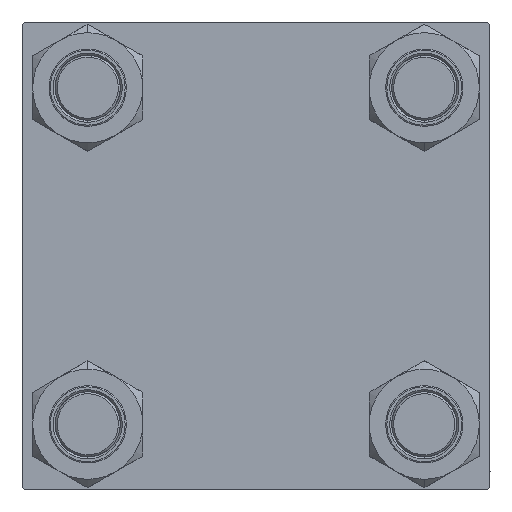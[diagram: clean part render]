
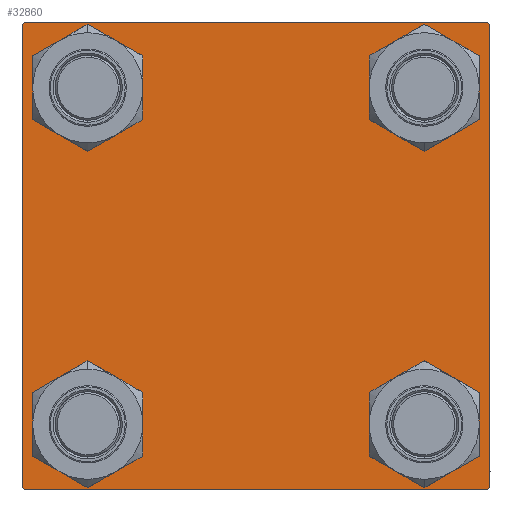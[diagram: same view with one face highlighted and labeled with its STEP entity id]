
A CAD part, left-side view. The second image highlights one B-rep face of the part: STEP entity #32860.
In plain terms, the highlighted planar face has unit normal (-1, 0, 0).
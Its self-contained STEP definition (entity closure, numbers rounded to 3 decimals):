
#939 = DIRECTION ( 'NONE',  ( 0., 0., 1. ) ) ;
#1531 = EDGE_CURVE ( 'NONE', #30376, #40484, #40237, .T. ) ;
#1599 = AXIS2_PLACEMENT_3D ( 'NONE', #24696, #16994, #36258 ) ;
#1759 = CARTESIAN_POINT ( 'NONE',  ( 0., -41.35, -32.85 ) ) ;
#1879 = LINE ( 'NONE', #21928, #28650 ) ;
#1889 = VECTOR ( 'NONE', #8556, 1000. ) ;
#2646 = CARTESIAN_POINT ( 'NONE',  ( 0., 57.5, -57.5 ) ) ;
#2756 = VECTOR ( 'NONE', #12700, 1000. ) ;
#3010 = AXIS2_PLACEMENT_3D ( 'NONE', #48822, #47796, #28541 ) ;
#3049 = CARTESIAN_POINT ( 'NONE',  ( 0., -57.5, -57. ) ) ;
#3246 = VECTOR ( 'NONE', #33976, 1000. ) ;
#3314 = ORIENTED_EDGE ( 'NONE', *, *, #48490, .F. ) ;
#4180 = ORIENTED_EDGE ( 'NONE', *, *, #33237, .T. ) ;
#4327 = DIRECTION ( 'NONE',  ( 0., 0., 1. ) ) ;
#4476 = CARTESIAN_POINT ( 'NONE',  ( 0., 41.35, 49.85 ) ) ;
#4741 = EDGE_CURVE ( 'NONE', #23413, #29571, #6271, .T. ) ;
#4958 = EDGE_LOOP ( 'NONE', ( #25684, #8061, #31932, #42594, #3314, #38944, #15252, #8306 ) ) ;
#5752 = CARTESIAN_POINT ( 'NONE',  ( 0., 57.25, -57.25 ) ) ;
#6271 = CIRCLE ( 'NONE', #19373, 8.5 ) ;
#6526 = CIRCLE ( 'NONE', #1599, 8.5 ) ;
#7074 = VECTOR ( 'NONE', #29577, 1000. ) ;
#8061 = ORIENTED_EDGE ( 'NONE', *, *, #27834, .T. ) ;
#8251 = EDGE_LOOP ( 'NONE', ( #4180, #42146 ) ) ;
#8306 = ORIENTED_EDGE ( 'NONE', *, *, #25477, .T. ) ;
#8338 = EDGE_CURVE ( 'NONE', #12456, #27755, #44881, .T. ) ;
#8388 = DIRECTION ( 'NONE',  ( 0., -1., 0. ) ) ;
#8556 = DIRECTION ( 'NONE',  ( 0., 0., -1. ) ) ;
#8627 = VERTEX_POINT ( 'NONE', #47676 ) ;
#9031 = LINE ( 'NONE', #16722, #7074 ) ;
#10812 = VERTEX_POINT ( 'NONE', #21651 ) ;
#10999 = DIRECTION ( 'NONE',  ( 1., 0., 0. ) ) ;
#11244 = DIRECTION ( 'NONE',  ( 0., 0., 1. ) ) ;
#12456 = VERTEX_POINT ( 'NONE', #28077 ) ;
#12486 = CARTESIAN_POINT ( 'NONE',  ( 0., 57.5, 57.5 ) ) ;
#12598 = PLANE ( 'NONE',  #3010 ) ;
#12700 = DIRECTION ( 'NONE',  ( 0., 0.707, -0.707 ) ) ;
#12845 = ORIENTED_EDGE ( 'NONE', *, *, #42934, .T. ) ;
#13358 = FACE_BOUND ( 'NONE', #8251, .T. ) ;
#13373 = EDGE_LOOP ( 'NONE', ( #12845, #40003 ) ) ;
#13457 = EDGE_LOOP ( 'NONE', ( #42138, #24735 ) ) ;
#13580 = VECTOR ( 'NONE', #8388, 1000. ) ;
#13649 = DIRECTION ( 'NONE',  ( 0., 0., 1. ) ) ;
#13728 = LINE ( 'NONE', #33243, #2756 ) ;
#13835 = CARTESIAN_POINT ( 'NONE',  ( 0., 41.35, -41.35 ) ) ;
#14478 = DIRECTION ( 'NONE',  ( 0., -0.707, -0.707 ) ) ;
#15252 = ORIENTED_EDGE ( 'NONE', *, *, #1531, .F. ) ;
#15590 = EDGE_CURVE ( 'NONE', #29046, #20008, #1879, .T. ) ;
#15660 = EDGE_CURVE ( 'NONE', #31216, #29046, #37844, .T. ) ;
#16125 = AXIS2_PLACEMENT_3D ( 'NONE', #13835, #10999, #11244 ) ;
#16223 = CARTESIAN_POINT ( 'NONE',  ( 0., -57., -57.5 ) ) ;
#16722 = CARTESIAN_POINT ( 'NONE',  ( 0., 57.5, 57.5 ) ) ;
#16994 = DIRECTION ( 'NONE',  ( 1., 0., 0. ) ) ;
#19373 = AXIS2_PLACEMENT_3D ( 'NONE', #20465, #36136, #939 ) ;
#20008 = VERTEX_POINT ( 'NONE', #3049 ) ;
#20465 = CARTESIAN_POINT ( 'NONE',  ( 0., 41.35, -41.35 ) ) ;
#20507 = DIRECTION ( 'NONE',  ( 1., 0., 0. ) ) ;
#20880 = LINE ( 'NONE', #32437, #1889 ) ;
#21349 = VERTEX_POINT ( 'NONE', #29024 ) ;
#21651 = CARTESIAN_POINT ( 'NONE',  ( 0., -57.5, 57. ) ) ;
#21928 = CARTESIAN_POINT ( 'NONE',  ( 0., -57.25, -57.25 ) ) ;
#23413 = VERTEX_POINT ( 'NONE', #41672 ) ;
#24185 = AXIS2_PLACEMENT_3D ( 'NONE', #28812, #33687, #45520 ) ;
#24427 = FACE_OUTER_BOUND ( 'NONE', #4958, .T. ) ;
#24696 = CARTESIAN_POINT ( 'NONE',  ( 0., 41.35, 41.35 ) ) ;
#24735 = ORIENTED_EDGE ( 'NONE', *, *, #4741, .T. ) ;
#25477 = EDGE_CURVE ( 'NONE', #30376, #21349, #13728, .T. ) ;
#25494 = DIRECTION ( 'NONE',  ( 0., 0.707, 0.707 ) ) ;
#25684 = ORIENTED_EDGE ( 'NONE', *, *, #31206, .T. ) ;
#26623 = VECTOR ( 'NONE', #14478, 1000. ) ;
#27702 = EDGE_LOOP ( 'NONE', ( #49412, #31257 ) ) ;
#27714 = DIRECTION ( 'NONE',  ( 1., 0., 0. ) ) ;
#27755 = VERTEX_POINT ( 'NONE', #4476 ) ;
#27834 = EDGE_CURVE ( 'NONE', #8627, #31216, #32974, .T. ) ;
#28077 = CARTESIAN_POINT ( 'NONE',  ( 0., 41.35, 32.85 ) ) ;
#28223 = CARTESIAN_POINT ( 'NONE',  ( 0., -41.35, -41.35 ) ) ;
#28541 = DIRECTION ( 'NONE',  ( 0., 0., 1. ) ) ;
#28650 = VECTOR ( 'NONE', #45043, 1000. ) ;
#28812 = CARTESIAN_POINT ( 'NONE',  ( 0., -41.35, -41.35 ) ) ;
#29024 = CARTESIAN_POINT ( 'NONE',  ( 0., 57.5, 57. ) ) ;
#29046 = VERTEX_POINT ( 'NONE', #16223 ) ;
#29118 = EDGE_CURVE ( 'NONE', #48212, #36498, #48797, .T. ) ;
#29571 = VERTEX_POINT ( 'NONE', #49820 ) ;
#29577 = DIRECTION ( 'NONE',  ( 0., 0., -1. ) ) ;
#29604 = LINE ( 'NONE', #36797, #35947 ) ;
#30376 = VERTEX_POINT ( 'NONE', #31037 ) ;
#31037 = CARTESIAN_POINT ( 'NONE',  ( 0., 57., 57.5 ) ) ;
#31070 = CARTESIAN_POINT ( 'NONE',  ( 0., -41.35, 41.35 ) ) ;
#31206 = EDGE_CURVE ( 'NONE', #21349, #8627, #9031, .T. ) ;
#31216 = VERTEX_POINT ( 'NONE', #45257 ) ;
#31257 = ORIENTED_EDGE ( 'NONE', *, *, #36314, .T. ) ;
#31680 = AXIS2_PLACEMENT_3D ( 'NONE', #31070, #27714, #4327 ) ;
#31879 = CARTESIAN_POINT ( 'NONE',  ( 0., 41.35, 41.35 ) ) ;
#31932 = ORIENTED_EDGE ( 'NONE', *, *, #15660, .T. ) ;
#32119 = FACE_BOUND ( 'NONE', #13373, .T. ) ;
#32437 = CARTESIAN_POINT ( 'NONE',  ( 0., -57.5, 57.5 ) ) ;
#32860 = ADVANCED_FACE ( 'NONE', ( #43962, #13358, #48565, #32119, #24427 ), #12598, .T. ) ;
#32974 = LINE ( 'NONE', #5752, #26623 ) ;
#33237 = EDGE_CURVE ( 'NONE', #36498, #48212, #35002, .T. ) ;
#33243 = CARTESIAN_POINT ( 'NONE',  ( 0., 57.25, 57.25 ) ) ;
#33287 = VERTEX_POINT ( 'NONE', #33346 ) ;
#33346 = CARTESIAN_POINT ( 'NONE',  ( 0., -41.35, 49.85 ) ) ;
#33350 = AXIS2_PLACEMENT_3D ( 'NONE', #31879, #38848, #39094 ) ;
#33687 = DIRECTION ( 'NONE',  ( 1., 0., 0. ) ) ;
#33976 = DIRECTION ( 'NONE',  ( 0., -1., 0. ) ) ;
#35002 = CIRCLE ( 'NONE', #37486, 8.5 ) ;
#35500 = CARTESIAN_POINT ( 'NONE',  ( 0., -41.35, 32.85 ) ) ;
#35947 = VECTOR ( 'NONE', #25494, 1000. ) ;
#36015 = AXIS2_PLACEMENT_3D ( 'NONE', #48348, #48855, #13649 ) ;
#36136 = DIRECTION ( 'NONE',  ( 1., 0., 0. ) ) ;
#36258 = DIRECTION ( 'NONE',  ( 0., 0., 1. ) ) ;
#36314 = EDGE_CURVE ( 'NONE', #43748, #33287, #44024, .T. ) ;
#36498 = VERTEX_POINT ( 'NONE', #1759 ) ;
#36797 = CARTESIAN_POINT ( 'NONE',  ( 0., -57.25, 57.25 ) ) ;
#36949 = DIRECTION ( 'NONE',  ( 0., 0., 1. ) ) ;
#37486 = AXIS2_PLACEMENT_3D ( 'NONE', #28223, #20507, #36949 ) ;
#37606 = EDGE_CURVE ( 'NONE', #29571, #23413, #41633, .T. ) ;
#37844 = LINE ( 'NONE', #2646, #3246 ) ;
#38848 = DIRECTION ( 'NONE',  ( 1., 0., 0. ) ) ;
#38944 = ORIENTED_EDGE ( 'NONE', *, *, #40596, .T. ) ;
#39094 = DIRECTION ( 'NONE',  ( 0., 0., 1. ) ) ;
#40003 = ORIENTED_EDGE ( 'NONE', *, *, #8338, .T. ) ;
#40237 = LINE ( 'NONE', #12486, #13580 ) ;
#40484 = VERTEX_POINT ( 'NONE', #50706 ) ;
#40596 = EDGE_CURVE ( 'NONE', #10812, #40484, #29604, .T. ) ;
#41633 = CIRCLE ( 'NONE', #16125, 8.5 ) ;
#41672 = CARTESIAN_POINT ( 'NONE',  ( 0., 41.35, -49.85 ) ) ;
#42138 = ORIENTED_EDGE ( 'NONE', *, *, #37606, .T. ) ;
#42146 = ORIENTED_EDGE ( 'NONE', *, *, #29118, .T. ) ;
#42594 = ORIENTED_EDGE ( 'NONE', *, *, #15590, .T. ) ;
#42934 = EDGE_CURVE ( 'NONE', #27755, #12456, #6526, .T. ) ;
#43748 = VERTEX_POINT ( 'NONE', #35500 ) ;
#43824 = EDGE_CURVE ( 'NONE', #33287, #43748, #45919, .T. ) ;
#43962 = FACE_BOUND ( 'NONE', #27702, .T. ) ;
#44024 = CIRCLE ( 'NONE', #31680, 8.5 ) ;
#44881 = CIRCLE ( 'NONE', #33350, 8.5 ) ;
#45043 = DIRECTION ( 'NONE',  ( 0., -0.707, 0.707 ) ) ;
#45257 = CARTESIAN_POINT ( 'NONE',  ( 0., 57., -57.5 ) ) ;
#45520 = DIRECTION ( 'NONE',  ( 0., 0., 1. ) ) ;
#45919 = CIRCLE ( 'NONE', #36015, 8.5 ) ;
#47676 = CARTESIAN_POINT ( 'NONE',  ( 0., 57.5, -57. ) ) ;
#47796 = DIRECTION ( 'NONE',  ( -1., 0., 0. ) ) ;
#48212 = VERTEX_POINT ( 'NONE', #48950 ) ;
#48348 = CARTESIAN_POINT ( 'NONE',  ( 0., -41.35, 41.35 ) ) ;
#48490 = EDGE_CURVE ( 'NONE', #10812, #20008, #20880, .T. ) ;
#48565 = FACE_BOUND ( 'NONE', #13457, .T. ) ;
#48797 = CIRCLE ( 'NONE', #24185, 8.5 ) ;
#48822 = CARTESIAN_POINT ( 'NONE',  ( 0., 0., 0. ) ) ;
#48855 = DIRECTION ( 'NONE',  ( 1., 0., 0. ) ) ;
#48950 = CARTESIAN_POINT ( 'NONE',  ( 0., -41.35, -49.85 ) ) ;
#49412 = ORIENTED_EDGE ( 'NONE', *, *, #43824, .T. ) ;
#49820 = CARTESIAN_POINT ( 'NONE',  ( 0., 41.35, -32.85 ) ) ;
#50706 = CARTESIAN_POINT ( 'NONE',  ( 0., -57., 57.5 ) ) ;
